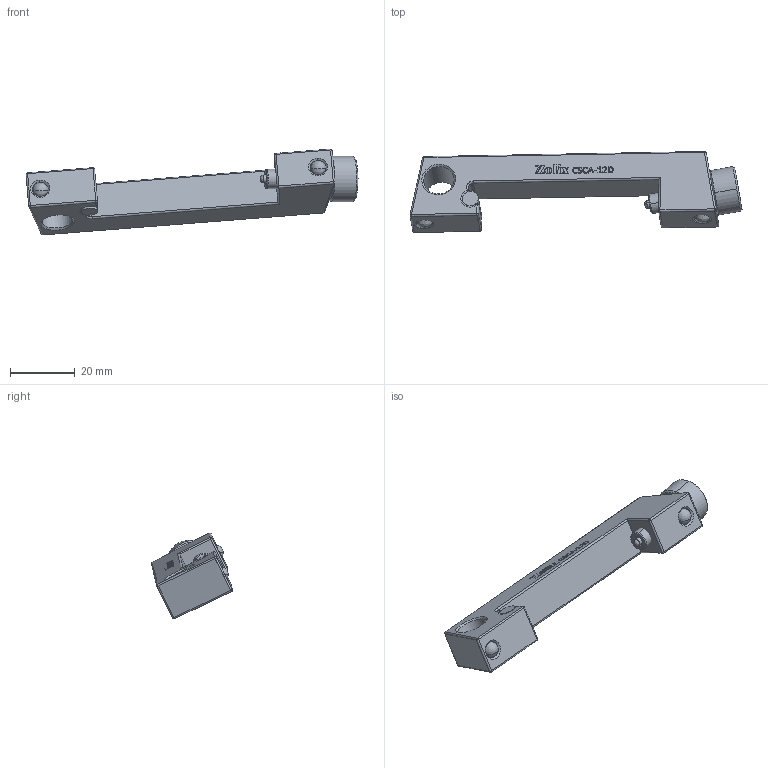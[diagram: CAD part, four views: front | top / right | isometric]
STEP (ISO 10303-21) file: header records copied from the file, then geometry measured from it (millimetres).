
FILE_DESCRIPTION (( 'STEP AP203' ), '1' );
FILE_NAME ('CSCA-12D.STEP', '2025-08-28T06:37:44', ( '' ), ( '' ), 'SwSTEP 2.0', 'SolidWorks 2020', '' );
FILE_SCHEMA (( 'CONFIG_CONTROL_DESIGN' ));
Length unit declared in the file: millimetre
Products named in the file (1): CSCA-12D
Bounding box: 102.78 x 25.09 x 26.57 mm (x, y, z)
Volume: 15349 mm3; surface area: 7682.6 mm2
Topology: 7 solids, 7 shells, 544 faces, 1444 edges, 923 vertices
Faces by surface type: plane 298, bspline 141, cylinder 59, cone 24, sphere 18, torus 4
Entity records: 23844 total; most frequent: CARTESIAN_POINT 11307, ORIENTED_EDGE 2832, DIRECTION 2082, EDGE_CURVE 1416, VECTOR 980, LINE 980, VERTEX_POINT 921, EDGE_LOOP 585
